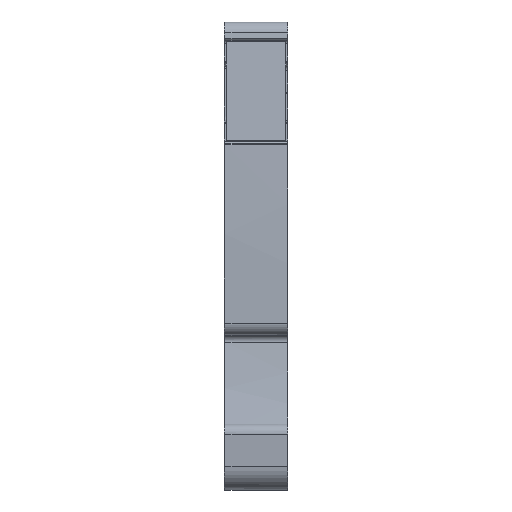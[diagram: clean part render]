
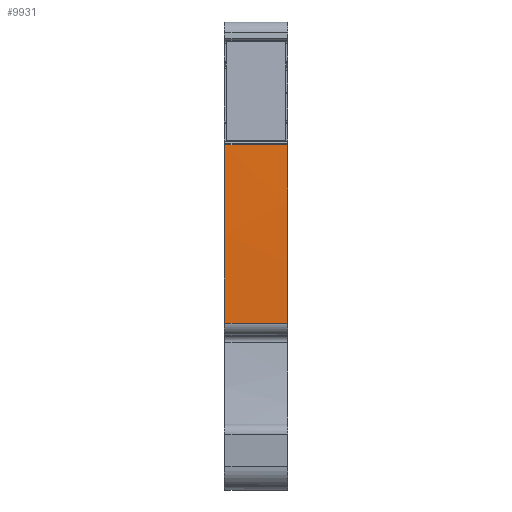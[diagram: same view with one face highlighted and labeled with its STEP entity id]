
A CAD part, front view. The second image highlights one B-rep face of the part: STEP entity #9931.
In plain terms, the highlighted cylindrical face has radius 154.9 mm (diameter 309.8 mm), a partial arc.
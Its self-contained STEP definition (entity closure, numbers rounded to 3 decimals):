
#7089=AXIS2_PLACEMENT_3D('Circle Axis2P3D',#7087,#7088,$) ;
#7096=AXIS2_PLACEMENT_3D('Circle Axis2P3D',#7094,#7095,$) ;
#9469=AXIS2_PLACEMENT_3D('Cylinder Axis2P3D',#9466,#9467,#9468) ;
#4872=CARTESIAN_POINT('Vertex',(0.05,1.529,13.427)) ;
#4915=CARTESIAN_POINT('Control Point',(0.05,1.858,27.772)) ;
#4916=CARTESIAN_POINT('Control Point',(0.05,1.659,24.908)) ;
#4917=CARTESIAN_POINT('Control Point',(0.05,1.527,22.039)) ;
#4918=CARTESIAN_POINT('Control Point',(0.05,1.461,19.168)) ;
#4919=CARTESIAN_POINT('Control Point',(0.05,1.462,16.297)) ;
#4920=CARTESIAN_POINT('Control Point',(0.05,1.529,13.427)) ;
#4921=CARTESIAN_POINT('Vertex',(0.05,1.858,27.772)) ;
#7084=CARTESIAN_POINT('Vertex',(5.1,1.858,27.772)) ;
#7087=CARTESIAN_POINT('Axis2P3D Location',(5.1,156.387,17.05)) ;
#7091=CARTESIAN_POINT('Vertex',(5.1,1.528,13.45)) ;
#7094=CARTESIAN_POINT('Axis2P3D Location',(5.1,2.529,13.45)) ;
#7098=CARTESIAN_POINT('Vertex',(5.1,1.529,13.427)) ;
#9466=CARTESIAN_POINT('Axis2P3D Location',(2.55,156.387,17.05)) ;
#9902=CARTESIAN_POINT('Line Origine',(2.55,1.858,27.772)) ;
#9919=CARTESIAN_POINT('Line Origine',(2.55,1.529,13.427)) ;
#7088=DIRECTION('Axis2P3D Direction',(1.,0.,0.)) ;
#7095=DIRECTION('Axis2P3D Direction',(1.,0.,0.)) ;
#9467=DIRECTION('Axis2P3D Direction',(1.,0.,0.)) ;
#9468=DIRECTION('Axis2P3D XDirection',(0.,-0.992,0.127)) ;
#9903=DIRECTION('Vector Direction',(1.,0.,0.)) ;
#9920=DIRECTION('Vector Direction',(1.,0.,0.)) ;
#9904=VECTOR('Line Direction',#9903,1.) ;
#9921=VECTOR('Line Direction',#9920,1.) ;
#9925=ORIENTED_EDGE('',*,*,#9923,.T.) ;
#9926=ORIENTED_EDGE('',*,*,#7100,.F.) ;
#9927=ORIENTED_EDGE('',*,*,#7093,.F.) ;
#9928=ORIENTED_EDGE('',*,*,#9906,.F.) ;
#9929=ORIENTED_EDGE('',*,*,#4923,.F.) ;
#9931=ADVANCED_FACE('72321_MLD_AS2C_2-5',(#9930),#9470,.T.) ;
#4914=B_SPLINE_CURVE_WITH_KNOTS('',5,(#4915,#4916,#4917,#4918,#4919,#4920),.UNSPECIFIED.,.F.,.U.,(6,6),(0.,14.357),.UNSPECIFIED.) ;
#7090=CIRCLE('generated circle',#7089,154.9) ;
#7097=CIRCLE('generated circle',#7096,1.) ;
#9470=CYLINDRICAL_SURFACE('generated cylinder',#9469,154.9) ;
#4923=EDGE_CURVE('',#4873,#4922,#4914,.F.) ;
#7093=EDGE_CURVE('',#7085,#7092,#7090,.T.) ;
#7100=EDGE_CURVE('',#7092,#7099,#7097,.T.) ;
#9906=EDGE_CURVE('',#4922,#7085,#9905,.T.) ;
#9923=EDGE_CURVE('',#4873,#7099,#9922,.T.) ;
#9924=EDGE_LOOP('',(#9925,#9926,#9927,#9928,#9929)) ;
#9930=FACE_OUTER_BOUND('',#9924,.T.) ;
#9905=LINE('Line',#9902,#9904) ;
#9922=LINE('Line',#9919,#9921) ;
#4873=VERTEX_POINT('',#4872) ;
#4922=VERTEX_POINT('',#4921) ;
#7085=VERTEX_POINT('',#7084) ;
#7092=VERTEX_POINT('',#7091) ;
#7099=VERTEX_POINT('',#7098) ;
